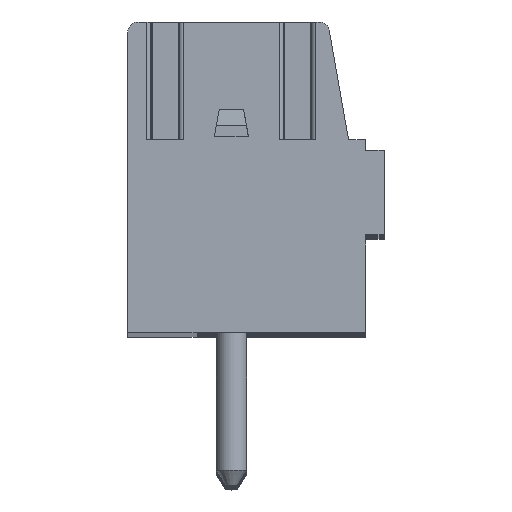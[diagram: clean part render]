
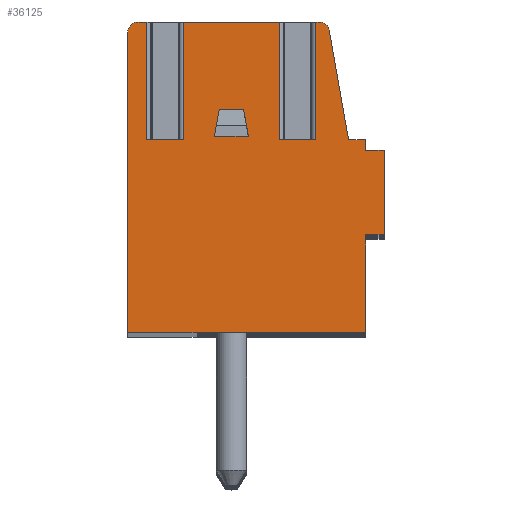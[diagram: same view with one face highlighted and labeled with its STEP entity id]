
A CAD part, top view. The second image highlights one B-rep face of the part: STEP entity #36125.
In plain terms, the highlighted planar face has unit normal (0, 0, 1).
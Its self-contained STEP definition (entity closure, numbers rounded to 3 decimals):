
#5023=DIRECTION('',(-1.,0.,0.));
#5024=VECTOR('',#5023,1.07);
#5025=CARTESIAN_POINT('',(2.035,1.105,1.75));
#5026=LINE('',#5025,#5024);
#5027=DIRECTION('',(0.,1.,0.));
#5028=VECTOR('',#5027,3.47);
#5029=CARTESIAN_POINT('',(2.035,1.105,1.75));
#5030=LINE('',#5029,#5028);
#5031=DIRECTION('',(1.,0.,0.));
#5032=VECTOR('',#5031,0.101);
#5033=CARTESIAN_POINT('',(2.035,4.575,1.75));
#5034=LINE('',#5033,#5032);
#5035=CARTESIAN_POINT('',(2.136,4.275,1.75));
#5036=DIRECTION('',(0.,0.,-1.));
#5037=DIRECTION('',(0.,1.,0.));
#5038=AXIS2_PLACEMENT_3D('',#5035,#5036,#5037);
#5040=DIRECTION('',(0.174,-0.985,0.));
#5041=VECTOR('',#5040,3.272);
#5042=CARTESIAN_POINT('',(2.432,4.327,1.75));
#5043=LINE('',#5042,#5041);
#5044=DIRECTION('',(1.,0.,0.));
#5045=VECTOR('',#5044,0.5);
#5046=CARTESIAN_POINT('',(3.,1.105,1.75));
#5047=LINE('',#5046,#5045);
#5048=DIRECTION('',(0.,-1.,0.));
#5049=VECTOR('',#5048,0.3);
#5050=CARTESIAN_POINT('',(3.5,1.105,1.75));
#5051=LINE('',#5050,#5049);
#5052=DIRECTION('',(0.,-1.,0.));
#5053=VECTOR('',#5052,2.88);
#5054=CARTESIAN_POINT('',(3.5,-1.695,1.75));
#5055=LINE('',#5054,#5053);
#5056=DIRECTION('',(-1.,0.,0.));
#5057=VECTOR('',#5056,7.);
#5058=CARTESIAN_POINT('',(3.5,-4.575,1.75));
#5059=LINE('',#5058,#5057);
#5060=DIRECTION('',(0.,1.,0.));
#5061=VECTOR('',#5060,8.85);
#5062=CARTESIAN_POINT('',(-3.5,-4.575,1.75));
#5063=LINE('',#5062,#5061);
#5064=CARTESIAN_POINT('',(-3.2,4.275,1.75));
#5065=DIRECTION('',(0.,0.,-1.));
#5066=DIRECTION('',(-1.,0.,0.));
#5067=AXIS2_PLACEMENT_3D('',#5064,#5065,#5066);
#5069=DIRECTION('',(1.,0.,0.));
#5070=VECTOR('',#5069,0.265);
#5071=CARTESIAN_POINT('',(-3.2,4.575,1.75));
#5072=LINE('',#5071,#5070);
#5073=DIRECTION('',(0.,1.,0.));
#5074=VECTOR('',#5073,3.47);
#5075=CARTESIAN_POINT('',(-2.935,1.105,1.75));
#5076=LINE('',#5075,#5074);
#5077=DIRECTION('',(-1.,0.,0.));
#5078=VECTOR('',#5077,1.07);
#5079=CARTESIAN_POINT('',(-1.865,1.105,1.75));
#5080=LINE('',#5079,#5078);
#5081=DIRECTION('',(0.,1.,0.));
#5082=VECTOR('',#5081,3.47);
#5083=CARTESIAN_POINT('',(-1.865,1.105,1.75));
#5084=LINE('',#5083,#5082);
#5085=DIRECTION('',(1.,0.,0.));
#5086=VECTOR('',#5085,2.83);
#5087=CARTESIAN_POINT('',(-1.865,4.575,1.75));
#5088=LINE('',#5087,#5086);
#5089=DIRECTION('',(0.,1.,0.));
#5090=VECTOR('',#5089,3.47);
#5091=CARTESIAN_POINT('',(0.965,1.105,1.75));
#5092=LINE('',#5091,#5090);
#5093=DIRECTION('',(-1.,0.,0.));
#5094=VECTOR('',#5093,0.718);
#5095=CARTESIAN_POINT('',(-0.091,2.005,1.75));
#5096=LINE('',#5095,#5094);
#5097=DIRECTION('',(-0.174,-0.985,0.));
#5098=VECTOR('',#5097,0.812);
#5099=CARTESIAN_POINT('',(-0.809,2.005,1.75));
#5100=LINE('',#5099,#5098);
#5101=DIRECTION('',(1.,0.,0.));
#5102=VECTOR('',#5101,1.);
#5103=CARTESIAN_POINT('',(-0.95,1.205,1.75));
#5104=LINE('',#5103,#5102);
#5105=DIRECTION('',(-0.174,0.985,0.));
#5106=VECTOR('',#5105,0.812);
#5107=CARTESIAN_POINT('',(0.05,1.205,1.75));
#5108=LINE('',#5107,#5106);
#5417=DIRECTION('',(-1.,0.,0.));
#5418=VECTOR('',#5417,0.55);
#5419=CARTESIAN_POINT('',(4.05,0.805,1.75));
#5420=LINE('',#5419,#5418);
#6192=DIRECTION('',(0.,1.,0.));
#6193=VECTOR('',#6192,2.5);
#6194=CARTESIAN_POINT('',(4.05,-1.695,1.75));
#6195=LINE('',#6194,#6193);
#6468=DIRECTION('',(1.,0.,0.));
#6469=VECTOR('',#6468,0.55);
#6470=CARTESIAN_POINT('',(3.5,-1.695,1.75));
#6471=LINE('',#6470,#6469);
#22615=CARTESIAN_POINT('',(-3.5,4.275,1.75));
#22616=CARTESIAN_POINT('',(-3.2,4.575,1.75));
#22617=VERTEX_POINT('',#22615);
#22618=VERTEX_POINT('',#22616);
#22619=CARTESIAN_POINT('',(-3.5,-4.575,1.75));
#22620=VERTEX_POINT('',#22619);
#22621=CARTESIAN_POINT('',(3.5,-4.575,1.75));
#22622=VERTEX_POINT('',#22621);
#22623=CARTESIAN_POINT('',(3.5,-1.695,1.75));
#22624=VERTEX_POINT('',#22623);
#22625=CARTESIAN_POINT('',(3.5,1.105,1.75));
#22626=CARTESIAN_POINT('',(3.5,0.805,1.75));
#22627=VERTEX_POINT('',#22625);
#22628=VERTEX_POINT('',#22626);
#22629=CARTESIAN_POINT('',(3.,1.105,1.75));
#22630=VERTEX_POINT('',#22629);
#22631=CARTESIAN_POINT('',(2.432,4.327,1.75));
#22632=VERTEX_POINT('',#22631);
#22633=CARTESIAN_POINT('',(2.136,4.575,1.75));
#22634=VERTEX_POINT('',#22633);
#22772=CARTESIAN_POINT('',(4.05,-1.695,1.75));
#22774=VERTEX_POINT('',#22772);
#22776=CARTESIAN_POINT('',(4.05,0.805,1.75));
#22778=VERTEX_POINT('',#22776);
#22955=CARTESIAN_POINT('',(2.035,1.105,1.75));
#22956=CARTESIAN_POINT('',(0.965,1.105,1.75));
#22957=VERTEX_POINT('',#22955);
#22958=VERTEX_POINT('',#22956);
#22959=CARTESIAN_POINT('',(-1.865,1.105,1.75));
#22960=CARTESIAN_POINT('',(-2.935,1.105,1.75));
#22961=VERTEX_POINT('',#22959);
#22962=VERTEX_POINT('',#22960);
#22963=CARTESIAN_POINT('',(-2.935,4.575,1.75));
#22964=VERTEX_POINT('',#22963);
#22965=CARTESIAN_POINT('',(-1.865,4.575,1.75));
#22966=VERTEX_POINT('',#22965);
#22967=CARTESIAN_POINT('',(2.035,4.575,1.75));
#22968=VERTEX_POINT('',#22967);
#22969=CARTESIAN_POINT('',(0.965,4.575,1.75));
#22970=VERTEX_POINT('',#22969);
#22999=CARTESIAN_POINT('',(-0.95,1.205,1.75));
#23000=CARTESIAN_POINT('',(0.05,1.205,1.75));
#23001=VERTEX_POINT('',#22999);
#23002=VERTEX_POINT('',#23000);
#23004=CARTESIAN_POINT('',(-0.809,2.005,1.75));
#23006=VERTEX_POINT('',#23004);
#23007=CARTESIAN_POINT('',(-0.091,2.005,1.75));
#23008=VERTEX_POINT('',#23007);
#36072=CARTESIAN_POINT('',(0.,0.,1.75));
#36073=DIRECTION('',(0.,0.,1.));
#36074=DIRECTION('',(1.,0.,0.));
#36075=AXIS2_PLACEMENT_3D('',#36072,#36073,#36074);
#36076=PLANE('',#36075);
#36078=ORIENTED_EDGE('',*,*,#36077,.F.);
#36080=ORIENTED_EDGE('',*,*,#36079,.T.);
#36081=ORIENTED_EDGE('',*,*,#29376,.T.);
#36083=ORIENTED_EDGE('',*,*,#36082,.T.);
#36085=ORIENTED_EDGE('',*,*,#36084,.T.);
#36087=ORIENTED_EDGE('',*,*,#36086,.T.);
#36089=ORIENTED_EDGE('',*,*,#36088,.T.);
#36091=ORIENTED_EDGE('',*,*,#36090,.F.);
#36093=ORIENTED_EDGE('',*,*,#36092,.F.);
#36095=ORIENTED_EDGE('',*,*,#36094,.F.);
#36097=ORIENTED_EDGE('',*,*,#36096,.T.);
#36099=ORIENTED_EDGE('',*,*,#36098,.T.);
#36101=ORIENTED_EDGE('',*,*,#36100,.T.);
#36103=ORIENTED_EDGE('',*,*,#36102,.T.);
#36104=ORIENTED_EDGE('',*,*,#29341,.T.);
#36106=ORIENTED_EDGE('',*,*,#36105,.F.);
#36108=ORIENTED_EDGE('',*,*,#36107,.F.);
#36109=ORIENTED_EDGE('',*,*,#36063,.T.);
#36110=ORIENTED_EDGE('',*,*,#29392,.T.);
#36112=ORIENTED_EDGE('',*,*,#36111,.F.);
#36113=EDGE_LOOP('',(#36078,#36080,#36081,#36083,#36085,#36087,#36089,#36091,
#36093,#36095,#36097,#36099,#36101,#36103,#36104,#36106,#36108,#36109,#36110,
#36112));
#36114=FACE_OUTER_BOUND('',#36113,.F.);
#36116=ORIENTED_EDGE('',*,*,#36115,.T.);
#36118=ORIENTED_EDGE('',*,*,#36117,.T.);
#36120=ORIENTED_EDGE('',*,*,#36119,.T.);
#36122=ORIENTED_EDGE('',*,*,#36121,.T.);
#36123=EDGE_LOOP('',(#36116,#36118,#36120,#36122));
#36124=FACE_BOUND('',#36123,.F.);
#5039=CIRCLE('',#5038,0.3);
#5068=CIRCLE('',#5067,0.3);
#29341=EDGE_CURVE('',#22618,#22964,#5072,.T.);
#29376=EDGE_CURVE('',#22968,#22634,#5034,.T.);
#29392=EDGE_CURVE('',#22966,#22970,#5088,.T.);
#36063=EDGE_CURVE('',#22961,#22966,#5084,.T.);
#36077=EDGE_CURVE('',#22957,#22958,#5026,.T.);
#36079=EDGE_CURVE('',#22957,#22968,#5030,.T.);
#36082=EDGE_CURVE('',#22634,#22632,#5039,.T.);
#36084=EDGE_CURVE('',#22632,#22630,#5043,.T.);
#36086=EDGE_CURVE('',#22630,#22627,#5047,.T.);
#36088=EDGE_CURVE('',#22627,#22628,#5051,.T.);
#36090=EDGE_CURVE('',#22778,#22628,#5420,.T.);
#36092=EDGE_CURVE('',#22774,#22778,#6195,.T.);
#36094=EDGE_CURVE('',#22624,#22774,#6471,.T.);
#36096=EDGE_CURVE('',#22624,#22622,#5055,.T.);
#36098=EDGE_CURVE('',#22622,#22620,#5059,.T.);
#36100=EDGE_CURVE('',#22620,#22617,#5063,.T.);
#36102=EDGE_CURVE('',#22617,#22618,#5068,.T.);
#36105=EDGE_CURVE('',#22962,#22964,#5076,.T.);
#36107=EDGE_CURVE('',#22961,#22962,#5080,.T.);
#36111=EDGE_CURVE('',#22958,#22970,#5092,.T.);
#36115=EDGE_CURVE('',#23008,#23006,#5096,.T.);
#36117=EDGE_CURVE('',#23006,#23001,#5100,.T.);
#36119=EDGE_CURVE('',#23001,#23002,#5104,.T.);
#36121=EDGE_CURVE('',#23002,#23008,#5108,.T.);
#36125=ADVANCED_FACE('',(#36114,#36124),#36076,.T.);
